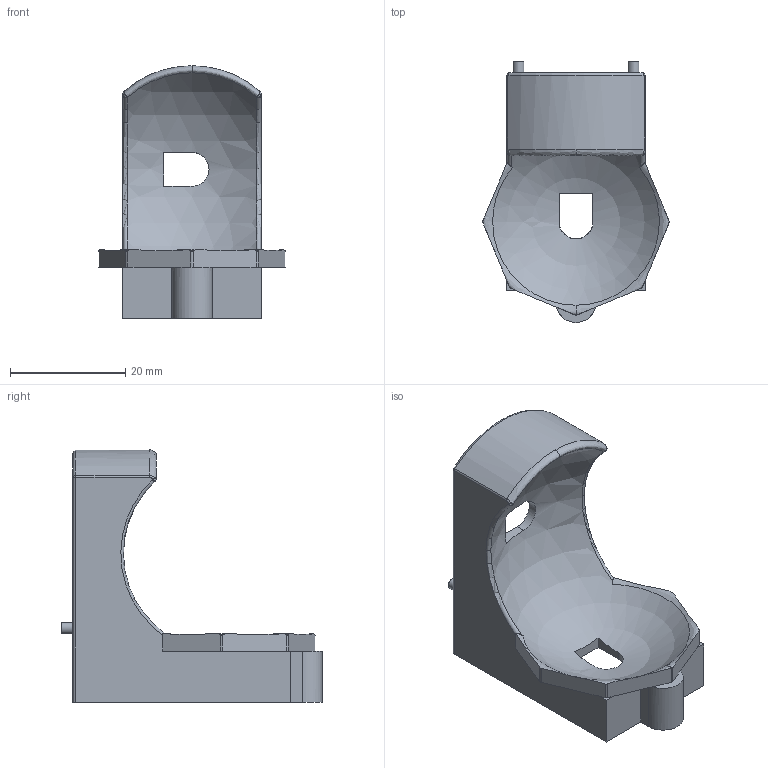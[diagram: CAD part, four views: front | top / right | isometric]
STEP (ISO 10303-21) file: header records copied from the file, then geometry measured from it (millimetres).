
FILE_DESCRIPTION(/* description */ ('','CAx-IF Rec.Pracs.---Representation and Presentation of Product Manufacturing Information (PMI)---4.0---2014-10-13'),/* implementation_level */ '2;1');
FILE_NAME(/* name */ 'ball_holder.step',/* time_stamp */ '2025-02-20T04:08:57+09:00',/* author */ (''),/* organization */ (''),/* preprocessor_version */ 'ST-DEVELOPER v20',/* originating_system */ 'Autodesk Translation Framework v13.20.0.188',/* authorisation */ '');
FILE_SCHEMA (('AP242_MANAGED_MODEL_BASED_3D_ENGINEERING_MIM_LF { 1 0 10303 442 1 1 4 }'));
Length unit declared in the file: millimetre
Products named in the file (1): ball_holder
Bounding box: 32.42 x 45.4 x 43.88 mm (x, y, z)
Volume: 9760.2 mm3; surface area: 6668 mm2
Topology: 1 solids, 1 shells, 92 faces, 239 edges, 152 vertices
Faces by surface type: plane 49, cylinder 27, bspline 10, sphere 3, torus 3
Full cylindrical faces by diameter (mm): 1.9 x2, 2.2 x2, 3.5 x2
Entity records: 3579 total; most frequent: CARTESIAN_POINT 1347, ORIENTED_EDGE 474, DIRECTION 437, EDGE_CURVE 237, AXIS2_PLACEMENT_3D 157, VERTEX_POINT 152, LINE 123, VECTOR 123
